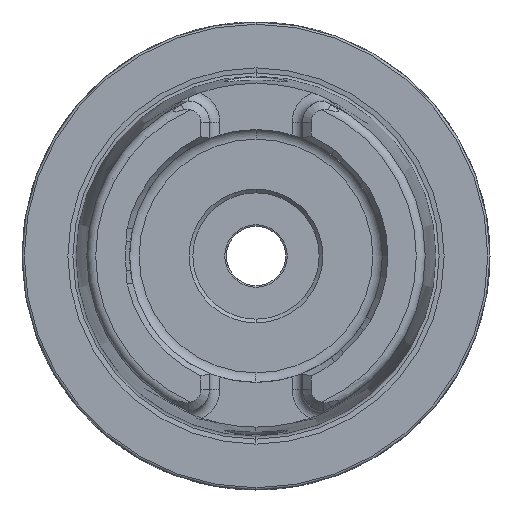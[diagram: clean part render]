
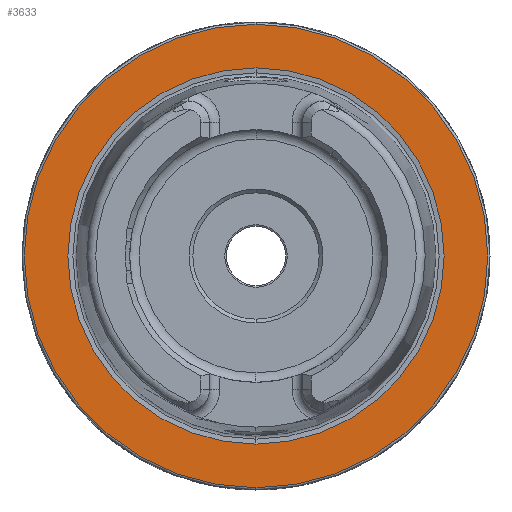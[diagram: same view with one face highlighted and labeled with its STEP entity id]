
A CAD part, left-side view. The second image highlights one B-rep face of the part: STEP entity #3633.
In plain terms, the highlighted planar face has unit normal (-1, 0, 0).
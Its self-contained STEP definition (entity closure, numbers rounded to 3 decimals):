
#25 = CARTESIAN_POINT ( 'NONE',  ( 0., 0., 0. ) ) ;
#395 = DIRECTION ( 'NONE',  ( -1., 0., 0. ) ) ;
#600 = DIRECTION ( 'NONE',  ( -1., 0., 0. ) ) ;
#820 = AXIS2_PLACEMENT_3D ( 'NONE', #25, #7050, #925 ) ;
#828 = CIRCLE ( 'NONE', #6458, 25.324 ) ;
#925 = DIRECTION ( 'NONE',  ( 0., 0., 1. ) ) ;
#998 = AXIS2_PLACEMENT_3D ( 'NONE', #4210, #395, #4846 ) ;
#1197 = ORIENTED_EDGE ( 'NONE', *, *, #2348, .T. ) ;
#1401 = FACE_BOUND ( 'NONE', #4527, .T. ) ;
#1410 = EDGE_CURVE ( 'NONE', #7622, #2198, #7212, .T. ) ;
#1521 = VERTEX_POINT ( 'NONE', #3786 ) ;
#2198 = VERTEX_POINT ( 'NONE', #7019 ) ;
#2336 = CARTESIAN_POINT ( 'NONE',  ( 0., 0., 0. ) ) ;
#2348 = EDGE_CURVE ( 'NONE', #2198, #7622, #5303, .T. ) ;
#2972 = DIRECTION ( 'NONE',  ( 0., 0., 1. ) ) ;
#3059 = ORIENTED_EDGE ( 'NONE', *, *, #1410, .T. ) ;
#3453 = EDGE_LOOP ( 'NONE', ( #3059, #1197 ) ) ;
#3508 = AXIS2_PLACEMENT_3D ( 'NONE', #5572, #8096, #4320 ) ;
#3633 = ADVANCED_FACE ( 'NONE', ( #1401, #8134 ), #6863, .F. ) ;
#3786 = CARTESIAN_POINT ( 'NONE',  ( 0., 0., 25.324 ) ) ;
#3982 = ORIENTED_EDGE ( 'NONE', *, *, #7353, .F. ) ;
#4210 = CARTESIAN_POINT ( 'NONE',  ( 0., 0., 0. ) ) ;
#4320 = DIRECTION ( 'NONE',  ( 0., 0., -1. ) ) ;
#4418 = CARTESIAN_POINT ( 'NONE',  ( 0., 0., 0. ) ) ;
#4527 = EDGE_LOOP ( 'NONE', ( #3982, #5657 ) ) ;
#4846 = DIRECTION ( 'NONE',  ( 0., 0., 1. ) ) ;
#5048 = DIRECTION ( 'NONE',  ( 0., 0., 1. ) ) ;
#5303 = CIRCLE ( 'NONE', #998, 31.2 ) ;
#5572 = CARTESIAN_POINT ( 'NONE',  ( 0., 31.2, 0. ) ) ;
#5657 = ORIENTED_EDGE ( 'NONE', *, *, #8018, .F. ) ;
#5906 = CARTESIAN_POINT ( 'NONE',  ( 0., 0., 31.2 ) ) ;
#6348 = AXIS2_PLACEMENT_3D ( 'NONE', #2336, #6786, #2972 ) ;
#6458 = AXIS2_PLACEMENT_3D ( 'NONE', #4418, #600, #5048 ) ;
#6786 = DIRECTION ( 'NONE',  ( -1., 0., 0. ) ) ;
#6863 = PLANE ( 'NONE',  #3508 ) ;
#7019 = CARTESIAN_POINT ( 'NONE',  ( 0., 0., -31.2 ) ) ;
#7050 = DIRECTION ( 'NONE',  ( -1., 0., 0. ) ) ;
#7212 = CIRCLE ( 'NONE', #820, 31.2 ) ;
#7353 = EDGE_CURVE ( 'NONE', #1521, #7421, #8076, .T. ) ;
#7421 = VERTEX_POINT ( 'NONE', #8052 ) ;
#7622 = VERTEX_POINT ( 'NONE', #5906 ) ;
#8018 = EDGE_CURVE ( 'NONE', #7421, #1521, #828, .T. ) ;
#8052 = CARTESIAN_POINT ( 'NONE',  ( 0., 0., -25.324 ) ) ;
#8076 = CIRCLE ( 'NONE', #6348, 25.324 ) ;
#8096 = DIRECTION ( 'NONE',  ( 1., 0., 0. ) ) ;
#8134 = FACE_OUTER_BOUND ( 'NONE', #3453, .T. ) ;
